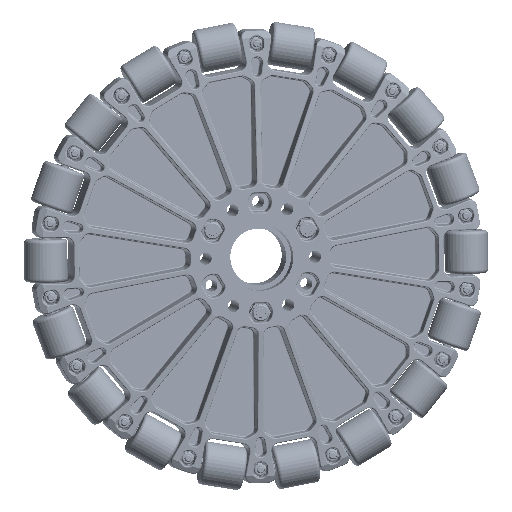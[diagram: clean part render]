
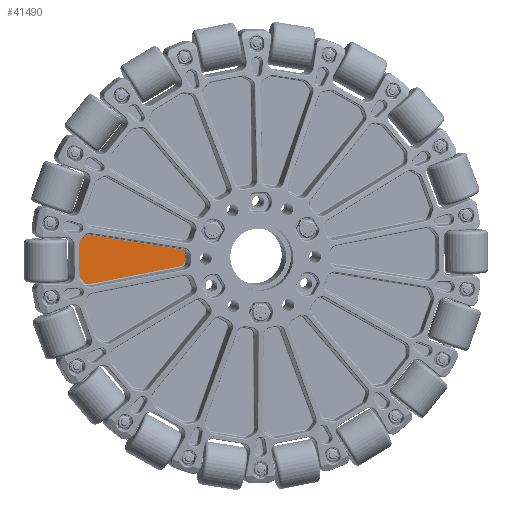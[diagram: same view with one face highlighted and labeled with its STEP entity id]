
A CAD part, front view. The second image highlights one B-rep face of the part: STEP entity #41490.
In plain terms, the highlighted face is planar.
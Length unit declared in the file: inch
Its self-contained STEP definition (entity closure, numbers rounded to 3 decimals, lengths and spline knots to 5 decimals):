
#10 = VERTEX_POINT ( 'NONE', #71344 ) ;
#3326 = AXIS2_PLACEMENT_3D ( 'NONE', #96129, #96136, #96122 ) ;
#7770 = AXIS2_PLACEMENT_3D ( 'NONE', #9166, #9184, #9185 ) ;
#7886 = AXIS2_PLACEMENT_3D ( 'NONE', #10164, #10167, #10169 ) ;
#7888 = AXIS2_PLACEMENT_3D ( 'NONE', #10178, #10181, #10183 ) ;
#7891 = AXIS2_PLACEMENT_3D ( 'NONE', #10192, #10196, #10198 ) ;
#7903 = AXIS2_PLACEMENT_3D ( 'NONE', #10360, #10364, #10366 ) ;
#7916 = AXIS2_PLACEMENT_3D ( 'NONE', #12705, #12711, #12714 ) ;
#8157 = AXIS2_PLACEMENT_3D ( 'NONE', #27034, #27036, #27037 ) ;
#9166 = CARTESIAN_POINT ( 'NONE',  ( -2.96, 0.4, -0.26 ) ) ;
#9184 = DIRECTION ( 'NONE',  ( 0., -1., 0. ) ) ;
#9185 = DIRECTION ( 'NONE',  ( 0., 0., 1. ) ) ;
#10141 = CARTESIAN_POINT ( 'NONE',  ( -1.30895, 0.4, 0.14201 ) ) ;
#10155 = DIRECTION ( 'NONE',  ( -0.985, 0., 0.174 ) ) ;
#10164 = CARTESIAN_POINT ( 'NONE',  ( 0., 0.4, 0. ) ) ;
#10167 = DIRECTION ( 'NONE',  ( 0., 1., 0. ) ) ;
#10169 = DIRECTION ( 'NONE',  ( 0., 0., 1. ) ) ;
#10178 = CARTESIAN_POINT ( 'NONE',  ( -1.32372, 0.4, 0.05825 ) ) ;
#10181 = DIRECTION ( 'NONE',  ( 0., -1., 0. ) ) ;
#10183 = DIRECTION ( 'NONE',  ( 0., 0., 1. ) ) ;
#10192 = CARTESIAN_POINT ( 'NONE',  ( -1.32372, 0.4, -0.05825 ) ) ;
#10196 = DIRECTION ( 'NONE',  ( 0., -1., 0. ) ) ;
#10198 = DIRECTION ( 'NONE',  ( 0., 0., 1. ) ) ;
#10360 = CARTESIAN_POINT ( 'NONE',  ( -2.89658, 0.4, 0.33558 ) ) ;
#10364 = DIRECTION ( 'NONE',  ( 0., -1., 0. ) ) ;
#10366 = DIRECTION ( 'NONE',  ( 0., 0., 1. ) ) ;
#10570 = CIRCLE ( 'NONE', #7770, 0.08506 ) ;
#10864 = VECTOR ( 'NONE', #10155, 39.37008 ) ;
#10876 = LINE ( 'NONE', #10141, #10864 ) ;
#10879 = CIRCLE ( 'NONE', #7886, 1.23994 ) ;
#10881 = CIRCLE ( 'NONE', #7888, 0.08506 ) ;
#10884 = CIRCLE ( 'NONE', #7891, 0.08506 ) ;
#10909 = CIRCLE ( 'NONE', #7903, 0.08506 ) ;
#10931 = CIRCLE ( 'NONE', #7916, 0.08506 ) ;
#10932 = VECTOR ( 'NONE', #12797, 39.37008 ) ;
#10938 = LINE ( 'NONE', #12775, #10932 ) ;
#12705 = CARTESIAN_POINT ( 'NONE',  ( -2.89658, 0.4, -0.33558 ) ) ;
#12711 = DIRECTION ( 'NONE',  ( 0., -1., 0. ) ) ;
#12714 = DIRECTION ( 'NONE',  ( 0., 0., 1. ) ) ;
#12775 = CARTESIAN_POINT ( 'NONE',  ( -3.04506, 0.4, 0.05825 ) ) ;
#12797 = DIRECTION ( 'NONE',  ( 0., 0., -1. ) ) ;
#16329 = CARTESIAN_POINT ( 'NONE',  ( -2.89658, 0.4, 0.42064 ) ) ;
#16374 = CARTESIAN_POINT ( 'NONE',  ( -2.88181, 0.4, 0.41935 ) ) ;
#17480 = CARTESIAN_POINT ( 'NONE',  ( -2.96174, 0.4, -0.39026 ) ) ;
#17520 = CARTESIAN_POINT ( 'NONE',  ( -2.96174, 0.4, 0.39026 ) ) ;
#17550 = CARTESIAN_POINT ( 'NONE',  ( -3.04506, 0.4, 0.26 ) ) ;
#17565 = CARTESIAN_POINT ( 'NONE',  ( -3.04506, 0.4, -0.26 ) ) ;
#17568 = CARTESIAN_POINT ( 'NONE',  ( -3.02516, 0.4, 0.31467 ) ) ;
#17579 = CARTESIAN_POINT ( 'NONE',  ( -1.23874, 0.4, -0.05451 ) ) ;
#17593 = CARTESIAN_POINT ( 'NONE',  ( -1.23874, 0.4, 0.05451 ) ) ;
#17598 = CARTESIAN_POINT ( 'NONE',  ( -2.88181, 0.4, -0.41935 ) ) ;
#17608 = CARTESIAN_POINT ( 'NONE',  ( -3.02516, 0.4, -0.31467 ) ) ;
#26954 = CARTESIAN_POINT ( 'NONE',  ( -2.50579, 0.4, -0.93363 ) ) ;
#26955 = DIRECTION ( 'NONE',  ( 0.643, 0., -0.766 ) ) ;
#26962 = CARTESIAN_POINT ( 'NONE',  ( -1.28903, 0.4, -0.1385 ) ) ;
#26963 = DIRECTION ( 'NONE',  ( 0.985, 0., 0.174 ) ) ;
#27026 = CARTESIAN_POINT ( 'NONE',  ( -2.44843, 0.4, 1.00199 ) ) ;
#27027 = DIRECTION ( 'NONE',  ( -0.643, 0., -0.766 ) ) ;
#27034 = CARTESIAN_POINT ( 'NONE',  ( -2.96, 0.4, 0.26 ) ) ;
#27036 = DIRECTION ( 'NONE',  ( 0., -1., 0. ) ) ;
#27037 = DIRECTION ( 'NONE',  ( 0., 0., 1. ) ) ;
#27139 = LINE ( 'NONE', #26962, #27143 ) ;
#27140 = LINE ( 'NONE', #26954, #27141 ) ;
#27141 = VECTOR ( 'NONE', #26955, 39.37008 ) ;
#27143 = VECTOR ( 'NONE', #26963, 39.37008 ) ;
#27160 = LINE ( 'NONE', #27026, #27161 ) ;
#27161 = VECTOR ( 'NONE', #27027, 39.37008 ) ;
#27169 = CIRCLE ( 'NONE', #8157, 0.08506 ) ;
#32829 = ORIENTED_EDGE ( 'NONE', *, *, #121972, .T. ) ;
#32857 = ORIENTED_EDGE ( 'NONE', *, *, #121967, .T. ) ;
#33231 = ORIENTED_EDGE ( 'NONE', *, *, #121976, .T. ) ;
#33232 = ORIENTED_EDGE ( 'NONE', *, *, #138596, .T. ) ;
#33233 = ORIENTED_EDGE ( 'NONE', *, *, #122081, .T. ) ;
#33234 = ORIENTED_EDGE ( 'NONE', *, *, #138594, .T. ) ;
#33235 = ORIENTED_EDGE ( 'NONE', *, *, #121408, .T. ) ;
#33236 = ORIENTED_EDGE ( 'NONE', *, *, #122100, .T. ) ;
#33237 = ORIENTED_EDGE ( 'NONE', *, *, #138614, .T. ) ;
#33244 = ORIENTED_EDGE ( 'NONE', *, *, #121981, .T. ) ;
#33245 = ORIENTED_EDGE ( 'NONE', *, *, #138610, .T. ) ;
#33434 = ORIENTED_EDGE ( 'NONE', *, *, #122033, .T. ) ;
#33435 = ORIENTED_EDGE ( 'NONE', *, *, #36669, .T. ) ;
#36669 = EDGE_CURVE ( 'NONE', #134030, #133932, #60613, .T. ) ;
#41490 = ADVANCED_FACE ( 'NONE', ( #111683 ), #96135, .F. ) ;
#60613 = CIRCLE ( 'NONE', #68856, 0.08506 ) ;
#60938 = VERTEX_POINT ( 'NONE', #90088 ) ;
#68856 = AXIS2_PLACEMENT_3D ( 'NONE', #80542, #80557, #80555 ) ;
#71344 = CARTESIAN_POINT ( 'NONE',  ( -1.30895, 0.4, 0.14201 ) ) ;
#80542 = CARTESIAN_POINT ( 'NONE',  ( -2.89658, 0.4, 0.33558 ) ) ;
#80555 = DIRECTION ( 'NONE',  ( 0., 0., 1. ) ) ;
#80557 = DIRECTION ( 'NONE',  ( 0., -1., 0. ) ) ;
#90088 = CARTESIAN_POINT ( 'NONE',  ( -1.30895, 0.4, -0.14201 ) ) ;
#96122 = DIRECTION ( 'NONE',  ( 0., 0., 1. ) ) ;
#96129 = CARTESIAN_POINT ( 'NONE',  ( -1.32372, 0.4, 0.05825 ) ) ;
#96135 = PLANE ( 'NONE',  #3326 ) ;
#96136 = DIRECTION ( 'NONE',  ( 0., 1., 0. ) ) ;
#111683 = FACE_OUTER_BOUND ( 'NONE', #125272, .T. ) ;
#121408 = EDGE_CURVE ( 'NONE', #136154, #136401, #10570, .T. ) ;
#121967 = EDGE_CURVE ( 'NONE', #10, #134030, #10876, .T. ) ;
#121972 = EDGE_CURVE ( 'NONE', #136235, #136337, #10879, .T. ) ;
#121976 = EDGE_CURVE ( 'NONE', #136337, #10, #10881, .T. ) ;
#121981 = EDGE_CURVE ( 'NONE', #60938, #136235, #10884, .T. ) ;
#122033 = EDGE_CURVE ( 'NONE', #133932, #136033, #10909, .T. ) ;
#122081 = EDGE_CURVE ( 'NONE', #135939, #136351, #10931, .T. ) ;
#122100 = EDGE_CURVE ( 'NONE', #136111, #136154, #10938, .T. ) ;
#125272 = EDGE_LOOP ( 'NONE', ( #33245, #33237, #33236, #33235, #33234, #33233, #33232, #33244, #32829, #33231, #32857, #33435, #33434 ) ) ;
#133932 = VERTEX_POINT ( 'NONE', #16329 ) ;
#134030 = VERTEX_POINT ( 'NONE', #16374 ) ;
#135939 = VERTEX_POINT ( 'NONE', #17480 ) ;
#136033 = VERTEX_POINT ( 'NONE', #17520 ) ;
#136111 = VERTEX_POINT ( 'NONE', #17550 ) ;
#136154 = VERTEX_POINT ( 'NONE', #17565 ) ;
#136162 = VERTEX_POINT ( 'NONE', #17568 ) ;
#136235 = VERTEX_POINT ( 'NONE', #17579 ) ;
#136337 = VERTEX_POINT ( 'NONE', #17593 ) ;
#136351 = VERTEX_POINT ( 'NONE', #17598 ) ;
#136401 = VERTEX_POINT ( 'NONE', #17608 ) ;
#138594 = EDGE_CURVE ( 'NONE', #136401, #135939, #27140, .T. ) ;
#138596 = EDGE_CURVE ( 'NONE', #136351, #60938, #27139, .T. ) ;
#138610 = EDGE_CURVE ( 'NONE', #136033, #136162, #27160, .T. ) ;
#138614 = EDGE_CURVE ( 'NONE', #136162, #136111, #27169, .T. ) ;
